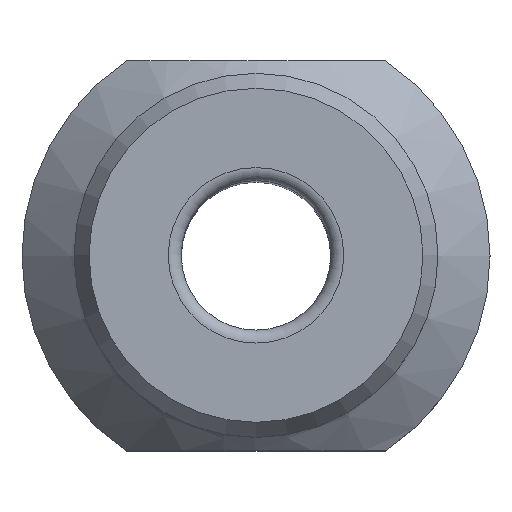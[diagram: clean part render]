
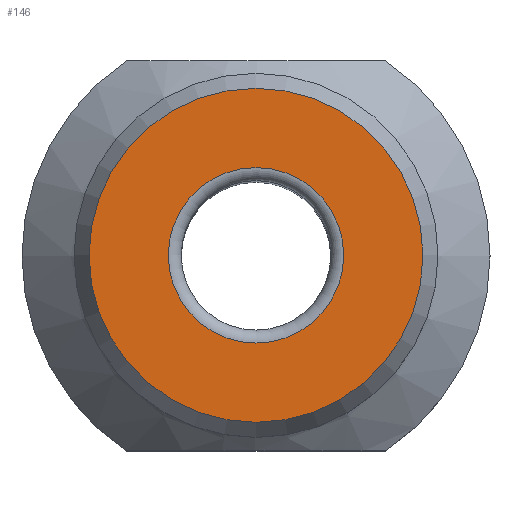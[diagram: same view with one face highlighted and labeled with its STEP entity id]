
A CAD part, top view. The second image highlights one B-rep face of the part: STEP entity #146.
In plain terms, the highlighted planar face has unit normal (0, 0, 1).
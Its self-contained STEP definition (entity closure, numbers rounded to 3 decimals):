
#120=EDGE_CURVE('240[2]',#289,#289,#290,.T.);
#146=ADVANCED_FACE('240[2]',(#325,#326),#327,.T.);
#155=EDGE_CURVE('240[2]',#339,#339,#340,.T.);
#289=VERTEX_POINT('',#516);
#290=CIRCLE('',#517,12.845);
#325=FACE_OUTER_BOUND('',#571,.T.);
#326=FACE_BOUND('',#572,.T.);
#327=PLANE('',#573);
#339=VERTEX_POINT('',#589);
#340=CIRCLE('',#590,6.75);
#516=CARTESIAN_POINT('',(-12.845,0.,34.0));
#517=AXIS2_PLACEMENT_3D('',#767,#768,#769);
#571=EDGE_LOOP('',(#805));
#572=EDGE_LOOP('',(#806));
#573=AXIS2_PLACEMENT_3D('',#807,#808,#809);
#589=CARTESIAN_POINT('',(-6.75,0.,34.0));
#590=AXIS2_PLACEMENT_3D('',#824,#825,#826);
#767=CARTESIAN_POINT('',(0.,0.,34.0));
#768=DIRECTION('',(0.,0.,-1.0));
#769=DIRECTION('',(-1.0,0.,0.));
#805=ORIENTED_EDGE('',*,*,#120,.F.);
#806=ORIENTED_EDGE('',*,*,#155,.F.);
#807=CARTESIAN_POINT('',(-9.298,0.,34.0));
#808=DIRECTION('',(0.,0.,1.0));
#809=DIRECTION('',(1.0,0.,0.));
#824=CARTESIAN_POINT('',(0.,0.,34.0));
#825=DIRECTION('',(0.,0.,1.0));
#826=DIRECTION('',(1.0,0.,0.));
